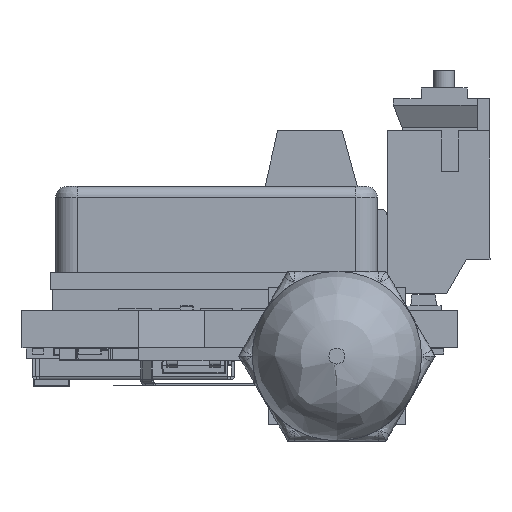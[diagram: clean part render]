
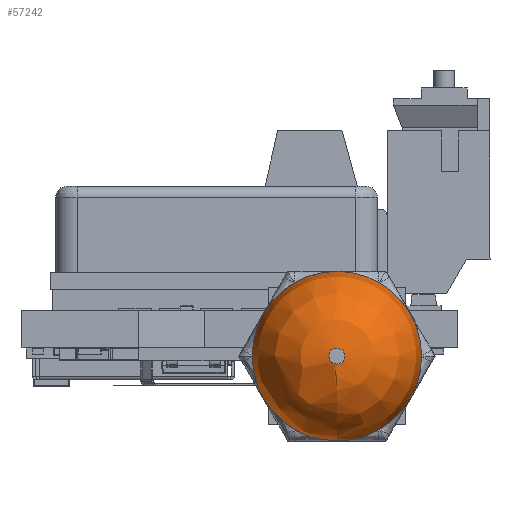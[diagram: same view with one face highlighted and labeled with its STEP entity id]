
A CAD part, left-side view. The second image highlights one B-rep face of the part: STEP entity #57242.
In plain terms, the highlighted free-form (B-spline) face has degree [2, 2] with [3, 9] control points.
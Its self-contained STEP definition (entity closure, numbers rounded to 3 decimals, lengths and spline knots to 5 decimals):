
#2440=(
BOUNDED_SURFACE()
B_SPLINE_SURFACE(2,2,((#119693,#119694,#119695,#119696,#119697,#119698,
#119699,#119700,#119701),(#119702,#119703,#119704,#119705,#119706,#119707,
#119708,#119709,#119710),(#119711,#119712,#119713,#119714,#119715,#119716,
#119717,#119718,#119719)),.UNSPECIFIED.,.F.,.T.,.F.)
B_SPLINE_SURFACE_WITH_KNOTS((3,3),(3,2,2,2,3),(0.,1.5708),(-3.14159,
-1.5708,0.,1.5708,3.14159),.UNSPECIFIED.)
GEOMETRIC_REPRESENTATION_ITEM()
RATIONAL_B_SPLINE_SURFACE(((1.,0.707,1.,0.707,1.,
0.707,1.,0.707,1.),(0.707,0.5,
0.707,0.5,0.707,0.5,
0.707,0.5,0.707),(1.,0.707,
1.,0.707,1.,0.707,1.,0.707,1.)))
REPRESENTATION_ITEM('')
SURFACE()
);
#6575=CIRCLE('',#62435,0.1555);
#6576=CIRCLE('',#62436,0.1555);
#6577=CIRCLE('',#62437,0.1555);
#6596=CIRCLE('',#62465,0.01468);
#6597=CIRCLE('',#62466,0.14082);
#6598=CIRCLE('',#62467,0.01468);
#10014=FACE_OUTER_BOUND('',#13480,.T.);
#13480=EDGE_LOOP('',(#49326,#49327,#49328,#49329,#49330,#49331,#49332));
#27971=VERTEX_POINT('',#119644);
#27972=VERTEX_POINT('',#119645);
#27973=VERTEX_POINT('',#119647);
#27986=VERTEX_POINT('',#119720);
#27987=VERTEX_POINT('',#119721);
#35251=EDGE_CURVE('',#27971,#27972,#6575,.T.);
#35252=EDGE_CURVE('',#27973,#27971,#6576,.T.);
#35253=EDGE_CURVE('',#27972,#27973,#6577,.T.);
#35276=EDGE_CURVE('',#27986,#27987,#6596,.T.);
#35277=EDGE_CURVE('',#27987,#27973,#6597,.T.);
#35278=EDGE_CURVE('',#27987,#27986,#6598,.T.);
#49326=ORIENTED_EDGE('',*,*,#35276,.T.);
#49327=ORIENTED_EDGE('',*,*,#35277,.T.);
#49328=ORIENTED_EDGE('',*,*,#35252,.T.);
#49329=ORIENTED_EDGE('',*,*,#35251,.T.);
#49330=ORIENTED_EDGE('',*,*,#35253,.T.);
#49331=ORIENTED_EDGE('',*,*,#35277,.F.);
#49332=ORIENTED_EDGE('',*,*,#35278,.T.);
#57242=ADVANCED_FACE('',(#10014),#2440,.F.);
#62435=AXIS2_PLACEMENT_3D('',#119646,#74844,#74845);
#62436=AXIS2_PLACEMENT_3D('',#119648,#74846,#74847);
#62437=AXIS2_PLACEMENT_3D('',#119649,#74848,#74849);
#62465=AXIS2_PLACEMENT_3D('',#119722,#74908,#74909);
#62466=AXIS2_PLACEMENT_3D('',#119723,#74910,#74911);
#62467=AXIS2_PLACEMENT_3D('',#119724,#74912,#74913);
#74844=DIRECTION('center_axis',(0.,-1.,0.));
#74845=DIRECTION('ref_axis',(0.504,0.,-0.864));
#74846=DIRECTION('center_axis',(0.,-1.,0.));
#74847=DIRECTION('ref_axis',(0.504,0.,-0.864));
#74848=DIRECTION('center_axis',(0.,-1.,0.));
#74849=DIRECTION('ref_axis',(0.504,0.,-0.864));
#74908=DIRECTION('center_axis',(0.,1.,0.));
#74909=DIRECTION('ref_axis',(0.504,0.,-0.864));
#74910=DIRECTION('center_axis',(-1.,0.,0.));
#74911=DIRECTION('ref_axis',(0.,0.,1.));
#74912=DIRECTION('center_axis',(0.,1.,0.));
#74913=DIRECTION('ref_axis',(0.504,0.,-0.864));
#119644=CARTESIAN_POINT('',(-0.07833,-1.94518,0.13433));
#119645=CARTESIAN_POINT('',(-0.1555,-1.94518,0.));
#119646=CARTESIAN_POINT('Origin',(0.,-1.94518,0.));
#119647=CARTESIAN_POINT('',(0.,-1.94518,0.1555));
#119648=CARTESIAN_POINT('Origin',(0.,-1.94518,0.));
#119649=CARTESIAN_POINT('Origin',(0.,-1.94518,0.));
#119693=CARTESIAN_POINT('Ctrl Pts',(0.,-1.94518,0.1555));
#119694=CARTESIAN_POINT('Ctrl Pts',(-0.1555,-1.94518,0.1555));
#119695=CARTESIAN_POINT('Ctrl Pts',(-0.1555,-1.94518,0.));
#119696=CARTESIAN_POINT('Ctrl Pts',(-0.1555,-1.94518,-0.1555));
#119697=CARTESIAN_POINT('Ctrl Pts',(0.,-1.94518,-0.1555));
#119698=CARTESIAN_POINT('Ctrl Pts',(0.1555,-1.94518,-0.1555));
#119699=CARTESIAN_POINT('Ctrl Pts',(0.1555,-1.94518,0.));
#119700=CARTESIAN_POINT('Ctrl Pts',(0.1555,-1.94518,0.1555));
#119701=CARTESIAN_POINT('Ctrl Pts',(0.,-1.94518,0.1555));
#119702=CARTESIAN_POINT('Ctrl Pts',(0.,-2.086,0.1555));
#119703=CARTESIAN_POINT('Ctrl Pts',(-0.1555,-2.086,0.1555));
#119704=CARTESIAN_POINT('Ctrl Pts',(-0.1555,-2.086,0.));
#119705=CARTESIAN_POINT('Ctrl Pts',(-0.1555,-2.086,-0.1555));
#119706=CARTESIAN_POINT('Ctrl Pts',(0.,-2.086,-0.1555));
#119707=CARTESIAN_POINT('Ctrl Pts',(0.1555,-2.086,-0.1555));
#119708=CARTESIAN_POINT('Ctrl Pts',(0.1555,-2.086,0.));
#119709=CARTESIAN_POINT('Ctrl Pts',(0.1555,-2.086,0.1555));
#119710=CARTESIAN_POINT('Ctrl Pts',(0.,-2.086,0.1555));
#119711=CARTESIAN_POINT('Ctrl Pts',(0.,-2.086,0.01468));
#119712=CARTESIAN_POINT('Ctrl Pts',(-0.01468,-2.086,
0.01468));
#119713=CARTESIAN_POINT('Ctrl Pts',(-0.01468,-2.086,
0.));
#119714=CARTESIAN_POINT('Ctrl Pts',(-0.01468,-2.086,
-0.01468));
#119715=CARTESIAN_POINT('Ctrl Pts',(0.,-2.086,-0.01468));
#119716=CARTESIAN_POINT('Ctrl Pts',(0.01468,-2.086,
-0.01468));
#119717=CARTESIAN_POINT('Ctrl Pts',(0.01468,-2.086,
0.));
#119718=CARTESIAN_POINT('Ctrl Pts',(0.01468,-2.086,
0.01468));
#119719=CARTESIAN_POINT('Ctrl Pts',(0.,-2.086,0.01468));
#119720=CARTESIAN_POINT('',(-0.0074,-2.086,0.01268));
#119721=CARTESIAN_POINT('',(0.,-2.086,0.01468));
#119722=CARTESIAN_POINT('Origin',(0.,-2.086,0.));
#119723=CARTESIAN_POINT('Origin',(0.,-1.94518,
0.01468));
#119724=CARTESIAN_POINT('Origin',(0.,-2.086,0.));
